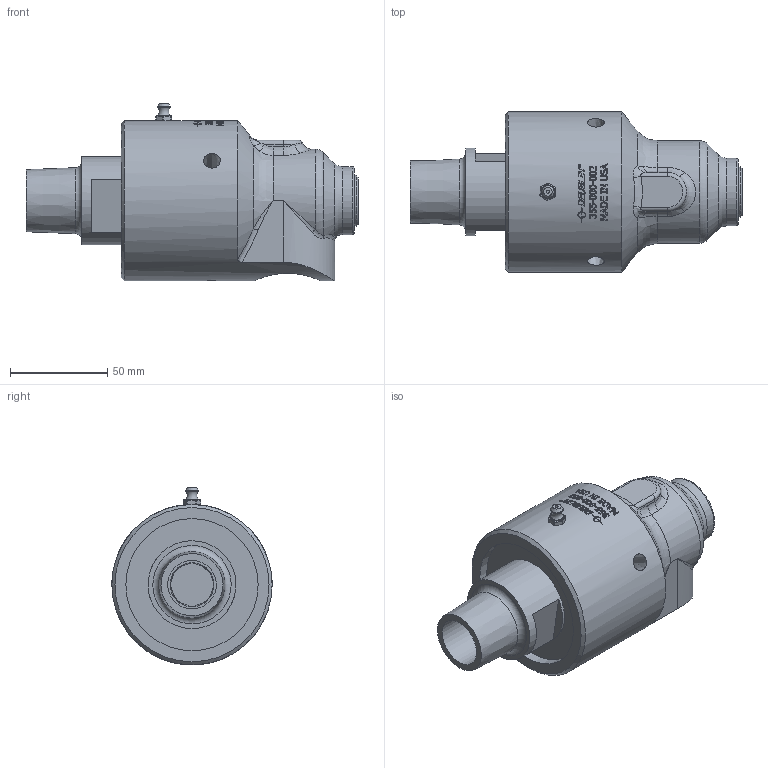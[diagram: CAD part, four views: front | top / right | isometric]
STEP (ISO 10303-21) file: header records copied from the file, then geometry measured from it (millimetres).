
FILE_DESCRIPTION((''),'2;1');
FILE_NAME('Matt''355-000-002-IC.stp','2008-08-20T10:55:47',('jakymiwm'),(''),'Autodesk Inventor 2008','Autodesk Inventor 2008','');
FILE_SCHEMA(('AUTOMOTIVE_DESIGN { 1 0 10303 214 1 1 1 1 }'));
Length unit declared in the file: millimetre
Products named in the file (1): 355-000-002-IC
Bounding box: 171 x 82.6 x 91.57 mm (x, y, z)
Volume: 432278.3 mm3; surface area: 60542.6 mm2
Topology: 1 solids, 2 shells, 614 faces, 1606 edges, 1042 vertices
Faces by surface type: plane 264, bspline 250, cylinder 81, cone 7, sphere 6, torus 6
Full cylindrical faces by diameter (mm): 26.3 x1, 35 x1, 45.3 x1, 82.6 x1
Entity records: 25457 total; most frequent: CARTESIAN_POINT 11235, ORIENTED_EDGE 3088, DIRECTION 2266, EDGE_CURVE 1544, VERTEX_POINT 1022, AXIS2_PLACEMENT_3D 823, EDGE_LOOP 714, VECTOR 620
